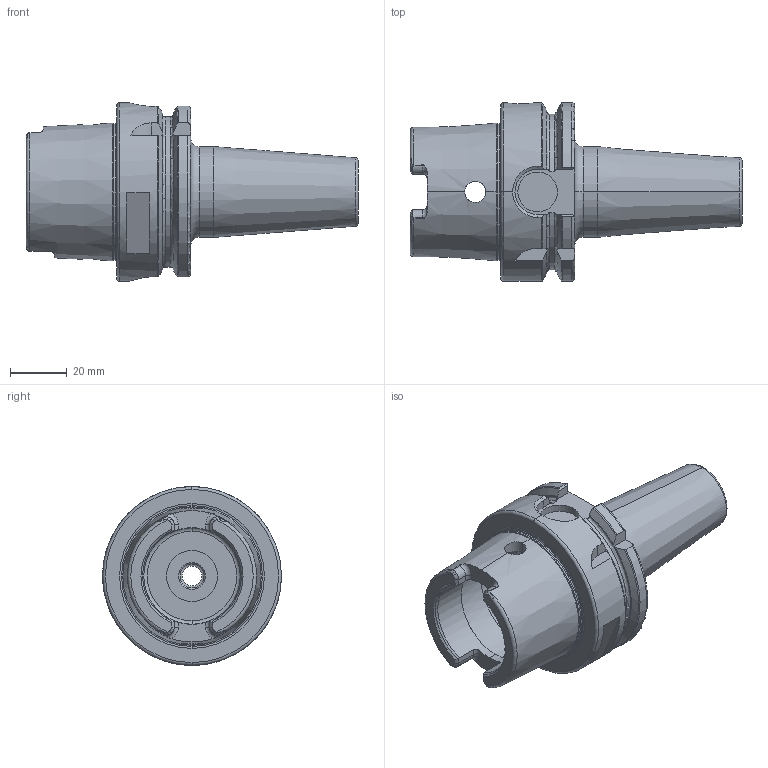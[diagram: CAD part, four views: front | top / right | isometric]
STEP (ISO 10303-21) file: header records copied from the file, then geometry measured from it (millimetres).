
FILE_DESCRIPTION (( 'STEP AP203' ), '1' );
FILE_NAME ('HA63A220-10085HP1.STEP', '2020-09-28T03:57:50', ( 'user' ), ( '' ), 'SwSTEP 2.0', 'SolidWorks 2013', '' );
FILE_SCHEMA (( 'CONFIG_CONTROL_DESIGN' ));
Length unit declared in the file: millimetre
Products named in the file (1): HA63A220-10085HP1
Bounding box: 117 x 63 x 63 mm (x, y, z)
Volume: 114605.5 mm3; surface area: 28799.3 mm2
Topology: 1 solids, 1 shells, 204 faces, 515 edges, 318 vertices
Faces by surface type: plane 65, cylinder 52, torus 39, cone 36, bspline 12
Entity records: 7586 total; most frequent: CARTESIAN_POINT 2809, ORIENTED_EDGE 1030, DIRECTION 931, EDGE_CURVE 515, AXIS2_PLACEMENT_3D 378, VERTEX_POINT 318, EDGE_LOOP 215, FACE_OUTER_BOUND 204
